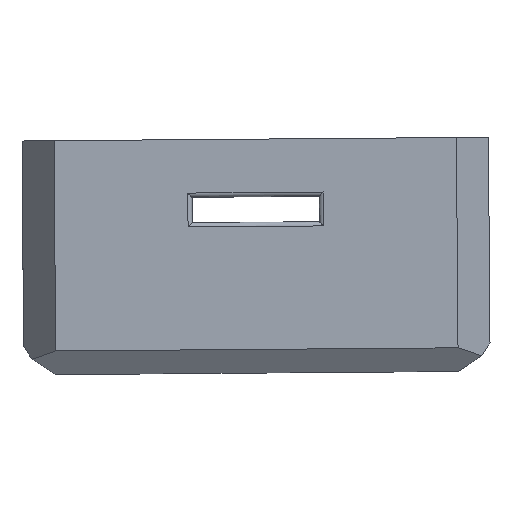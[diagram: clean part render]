
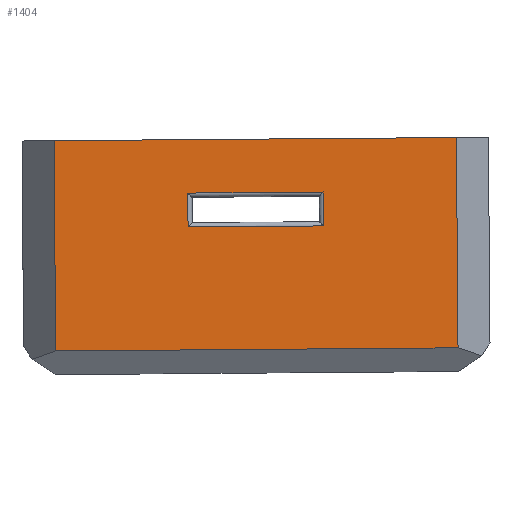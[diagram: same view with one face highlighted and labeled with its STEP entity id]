
A CAD part, top view. The second image highlights one B-rep face of the part: STEP entity #1404.
In plain terms, the highlighted planar face has unit normal (0, 0, 1).
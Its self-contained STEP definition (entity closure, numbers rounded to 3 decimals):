
#973=CARTESIAN_POINT('Vertex',(-20.999,-0.849,32.809)) ;
#976=CARTESIAN_POINT('Line Origine',(2.725,-0.662,32.807)) ;
#980=CARTESIAN_POINT('Vertex',(26.448,-0.475,32.806)) ;
#1306=CARTESIAN_POINT('Vertex',(-20.803,-25.647,32.809)) ;
#1309=CARTESIAN_POINT('Line Origine',(-20.89,-14.636,32.809)) ;
#1347=CARTESIAN_POINT('Axis2P3D Location',(-24.774,-0.879,32.809)) ;
#1352=CARTESIAN_POINT('Line Origine',(2.92,-25.461,32.807)) ;
#1356=CARTESIAN_POINT('Vertex',(26.643,-25.274,32.806)) ;
#1359=CARTESIAN_POINT('Line Origine',(26.546,-12.874,32.806)) ;
#1370=CARTESIAN_POINT('Line Origine',(2.806,-10.962,32.807)) ;
#1374=CARTESIAN_POINT('Vertex',(-5.194,-11.025,32.808)) ;
#1376=CARTESIAN_POINT('Vertex',(10.806,-10.899,32.807)) ;
#1379=CARTESIAN_POINT('Line Origine',(-5.21,-9.025,32.808)) ;
#1383=CARTESIAN_POINT('Vertex',(-5.225,-7.025,32.808)) ;
#1386=CARTESIAN_POINT('Line Origine',(2.774,-6.962,32.807)) ;
#1390=CARTESIAN_POINT('Vertex',(10.774,-6.899,32.807)) ;
#1393=CARTESIAN_POINT('Line Origine',(10.79,-8.899,32.807)) ;
#977=DIRECTION('Vector Direction',(1.,0.008,0.)) ;
#1310=DIRECTION('Vector Direction',(0.008,-1.,0.)) ;
#1348=DIRECTION('Axis2P3D Direction',(0.,0.,1.)) ;
#1349=DIRECTION('Axis2P3D XDirection',(0.008,-1.,0.)) ;
#1353=DIRECTION('Vector Direction',(-1.,-0.008,0.)) ;
#1360=DIRECTION('Vector Direction',(0.008,-1.,0.)) ;
#1371=DIRECTION('Vector Direction',(1.,0.008,0.)) ;
#1380=DIRECTION('Vector Direction',(-0.008,1.,0.)) ;
#1387=DIRECTION('Vector Direction',(-1.,-0.008,0.)) ;
#1394=DIRECTION('Vector Direction',(0.008,-1.,0.)) ;
#1350=AXIS2_PLACEMENT_3D('Plane Axis2P3D',#1347,#1348,#1349) ;
#1365=ORIENTED_EDGE('',*,*,#982,.F.) ;
#1366=ORIENTED_EDGE('',*,*,#1313,.T.) ;
#1367=ORIENTED_EDGE('',*,*,#1358,.T.) ;
#1368=ORIENTED_EDGE('',*,*,#1363,.F.) ;
#1399=ORIENTED_EDGE('',*,*,#1378,.F.) ;
#1400=ORIENTED_EDGE('',*,*,#1385,.F.) ;
#1401=ORIENTED_EDGE('',*,*,#1392,.F.) ;
#1402=ORIENTED_EDGE('',*,*,#1397,.F.) ;
#1403=FACE_BOUND('',#1398,.T.) ;
#978=VECTOR('Line Direction',#977,1.) ;
#1311=VECTOR('Line Direction',#1310,1.) ;
#1354=VECTOR('Line Direction',#1353,1.) ;
#1361=VECTOR('Line Direction',#1360,1.) ;
#1372=VECTOR('Line Direction',#1371,1.) ;
#1381=VECTOR('Line Direction',#1380,1.) ;
#1388=VECTOR('Line Direction',#1387,1.) ;
#1395=VECTOR('Line Direction',#1394,1.) ;
#1404=ADVANCED_FACE('Corps principal',(#1369,#1403),#1351,.T.) ;
#982=EDGE_CURVE('',#974,#981,#979,.T.) ;
#1313=EDGE_CURVE('',#974,#1307,#1312,.T.) ;
#1358=EDGE_CURVE('',#1307,#1357,#1355,.F.) ;
#1363=EDGE_CURVE('',#981,#1357,#1362,.T.) ;
#1378=EDGE_CURVE('',#1375,#1377,#1373,.T.) ;
#1385=EDGE_CURVE('',#1384,#1375,#1382,.F.) ;
#1392=EDGE_CURVE('',#1391,#1384,#1389,.T.) ;
#1397=EDGE_CURVE('',#1377,#1391,#1396,.F.) ;
#1364=EDGE_LOOP('',(#1365,#1366,#1367,#1368)) ;
#1398=EDGE_LOOP('',(#1399,#1400,#1401,#1402)) ;
#1369=FACE_OUTER_BOUND('',#1364,.T.) ;
#979=LINE('Line',#976,#978) ;
#1312=LINE('Line',#1309,#1311) ;
#1355=LINE('Line',#1352,#1354) ;
#1362=LINE('Line',#1359,#1361) ;
#1373=LINE('Line',#1370,#1372) ;
#1382=LINE('Line',#1379,#1381) ;
#1389=LINE('Line',#1386,#1388) ;
#1396=LINE('Line',#1393,#1395) ;
#1351=PLANE('',#1350) ;
#974=VERTEX_POINT('',#973) ;
#981=VERTEX_POINT('',#980) ;
#1307=VERTEX_POINT('',#1306) ;
#1357=VERTEX_POINT('',#1356) ;
#1375=VERTEX_POINT('',#1374) ;
#1377=VERTEX_POINT('',#1376) ;
#1384=VERTEX_POINT('',#1383) ;
#1391=VERTEX_POINT('',#1390) ;
